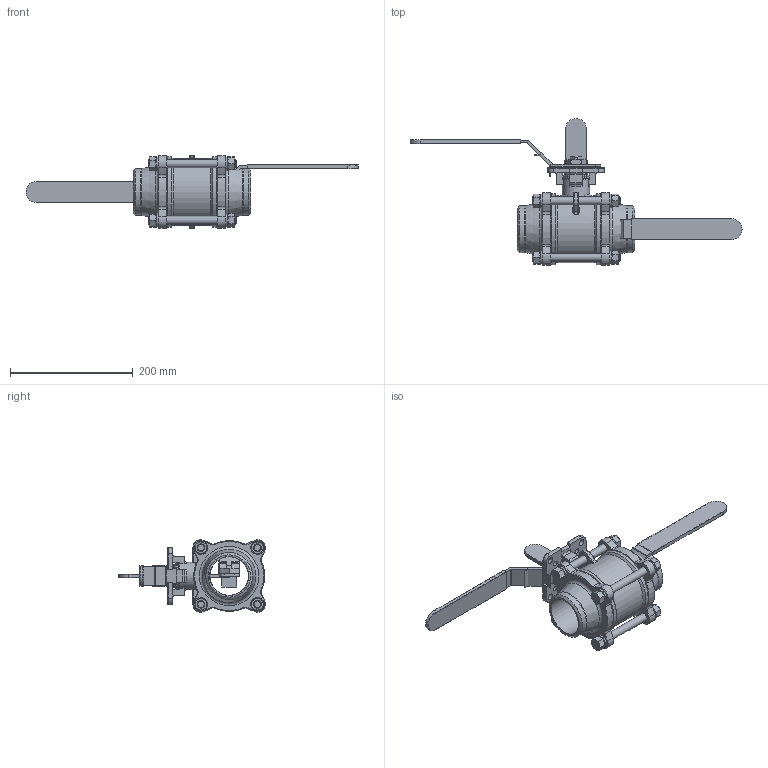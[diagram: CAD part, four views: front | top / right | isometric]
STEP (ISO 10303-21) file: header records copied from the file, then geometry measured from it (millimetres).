
FILE_DESCRIPTION( ( 'Unknown' ), '1' );
FILE_NAME( '8.122.065.stp', 'Unknown', ( 'Unknown' ), ( 'Unknown' ), 'PSStep 13.0', 'Unknown', ' ' );
FILE_SCHEMA( ( 'AUTOMOTIVE_DESIGN { 1 0 10303 214 1 1 1 1 }' ) );
Length unit declared in the file: millimetre
Products named in the file (8): Hebel 065-080; Assem1; Hebel 065_080; Ummantelung 065_080; Lasche065_080; MutterM20; 8.122.065
Bounding box: 540 x 238.95 x 117.9 mm (x, y, z)
Volume: 2503037.5 mm3; surface area: 551578 mm2
Topology: 15 solids, 15 shells, 1761 faces, 4526 edges, 2850 vertices
Faces by surface type: plane 772, cylinder 439, bspline 236, torus 174, cone 140
Full cylindrical faces by diameter (mm): 8.5 x8, 10.5 x8, 12.7 x24, 14 x4, 15 x16, 17.5 x4, 30 x4, 44 x2, 44.46 x4, 48 x2, 62.7 x2, 76 x4, 108.5 x2, 115 x4
Entity records: 68784 total; most frequent: CARTESIAN_POINT 42821, ORIENTED_EDGE 4040, DIRECTION 3586, EDGE_CURVE 2020, VERTEX_POINT 1326, AXIS2_PLACEMENT_3D 1307, EDGE_LOOP 1046, LINE 972
